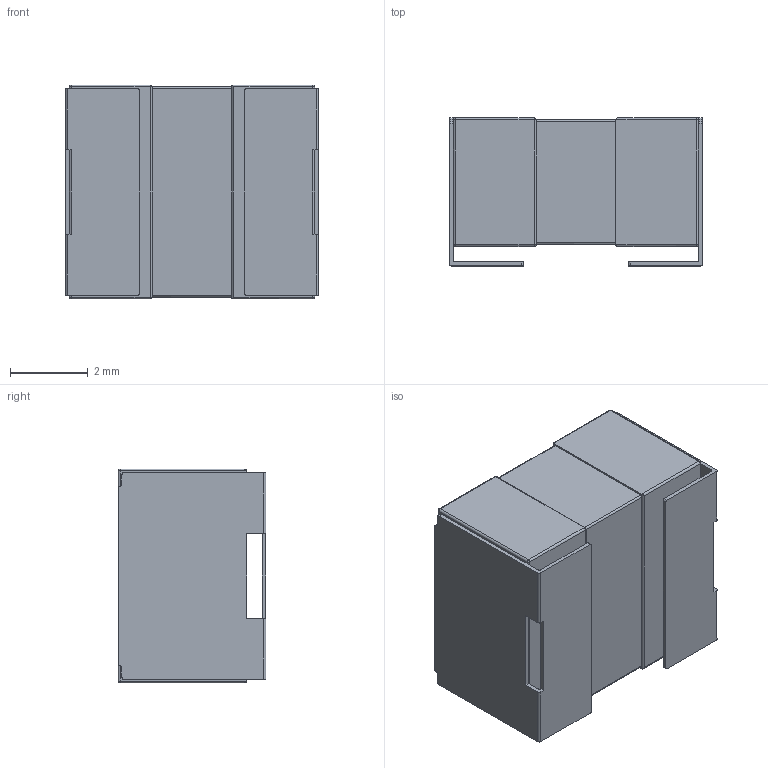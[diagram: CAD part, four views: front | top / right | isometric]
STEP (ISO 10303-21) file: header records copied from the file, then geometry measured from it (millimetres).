
FILE_DESCRIPTION (( 'STEP AP214' ), '1' );
FILE_NAME ('CCSS_S1_2220-1_L6.5W5.5T3.8B1.9.STEP', '2023-12-19T20:36:44', ( '' ), ( '' ), 'SwSTEP 2.0', 'SolidWorks 2021', '' );
FILE_SCHEMA (( 'AUTOMOTIVE_DESIGN' ));
Length unit declared in the file: millimetre
Products named in the file (1): CCSS_S1_2220-1_L6.5W5.5T3.8B1.9
Bounding box: 6.5 x 3.8 x 5.5 mm (x, y, z)
Volume: 118.4 mm3; surface area: 200.5 mm2
Topology: 4 solids, 4 shells, 169 faces, 447 edges, 270 vertices
Faces by surface type: plane 105, cylinder 52, sphere 12
Entity records: 6394 total; most frequent: CARTESIAN_POINT 971, ORIENTED_EDGE 870, DIRECTION 847, EDGE_CURVE 435, VECTOR 331, LINE 331, VERTEX_POINT 270, AXIS2_PLACEMENT_3D 258
